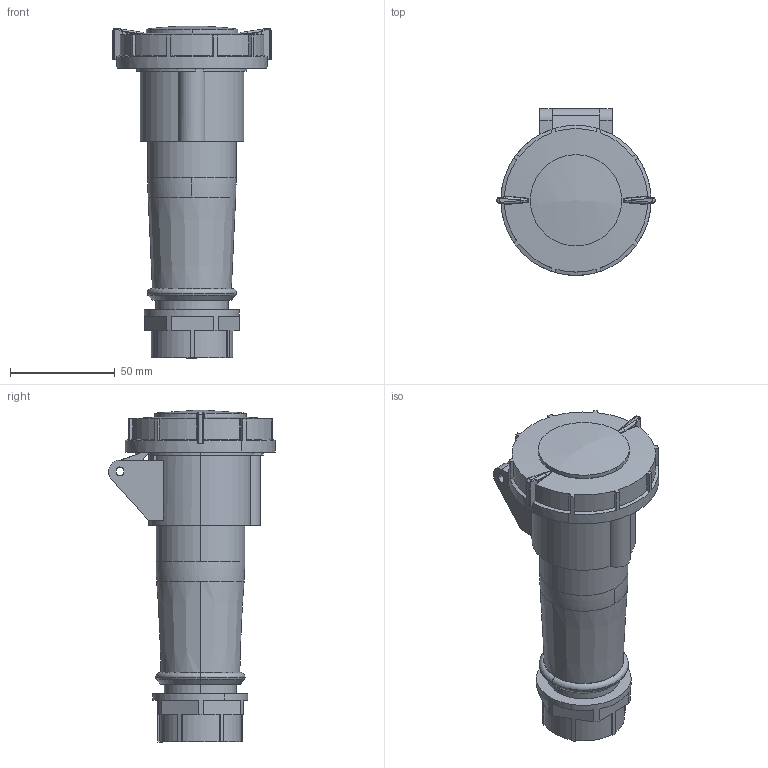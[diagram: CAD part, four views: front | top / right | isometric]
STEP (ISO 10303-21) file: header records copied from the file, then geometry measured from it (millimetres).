
FILE_DESCRIPTION (( 'STEP AP214' ), '1' );
FILE_NAME ('PSR21-016-3-0-67 Ðîçåòêà ïåð. ÑÑÈ-2132 16À-6÷ 220Â 2P+PE IP67 IEK.STEP', '2025-12-29T10:56:40', ( '' ), ( '' ), 'SwSTEP 2.0', 'SolidWorks 2022', '' );
FILE_SCHEMA (( 'AUTOMOTIVE_DESIGN' ));
Length unit declared in the file: millimetre
Products named in the file (1): PSR21-016-3-0-67 Розетка пер. ССИ-2132 16А-6ч 220В 2P+PE IP67 IEK
Bounding box: 75.59 x 79.71 x 158.5 mm (x, y, z)
Volume: 183836 mm3; surface area: 72455.5 mm2
Topology: 2 solids, 4 shells, 506 faces, 1376 edges, 893 vertices
Faces by surface type: plane 240, cylinder 173, cone 43, bspline 32, torus 16, sphere 2
Entity records: 20740 total; most frequent: CARTESIAN_POINT 8014, ORIENTED_EDGE 2744, DIRECTION 2570, EDGE_CURVE 1372, AXIS2_PLACEMENT_3D 922, VERTEX_POINT 893, LINE 726, VECTOR 726
